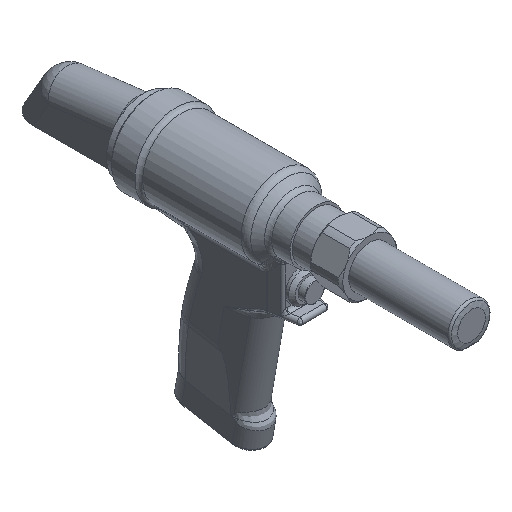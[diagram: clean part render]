
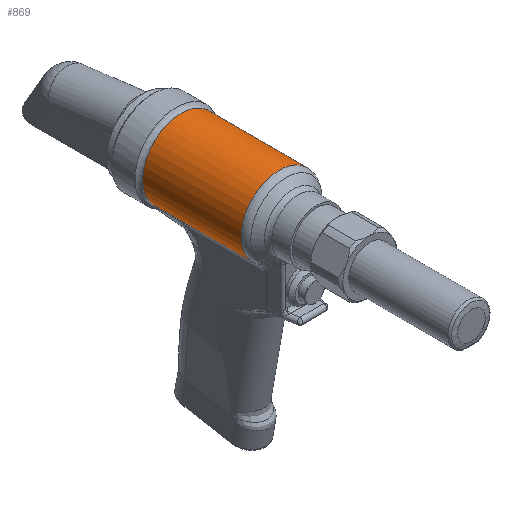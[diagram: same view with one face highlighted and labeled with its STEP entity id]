
A CAD part, isometric view. The second image highlights one B-rep face of the part: STEP entity #869.
In plain terms, the highlighted cylindrical face has radius 25.089 mm (diameter 50.178 mm), a partial arc.
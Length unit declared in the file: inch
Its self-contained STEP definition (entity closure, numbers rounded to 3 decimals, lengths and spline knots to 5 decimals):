
#302=CYLINDRICAL_SURFACE('',#3384,0.98775);
#376=B_SPLINE_CURVE_WITH_KNOTS('',3,(#4444,#4445,#4446,#4447,#4448,#4449,
#4450,#4451,#4452,#4453),.UNSPECIFIED.,.F.,.F.,(4,1,1,2,2,4),(0.,0.25,
0.375,0.4375,0.5,1.),.UNSPECIFIED.);
#377=B_SPLINE_CURVE_WITH_KNOTS('',3,(#4455,#4456,#4457,#4458),.UNSPECIFIED.,
 .F.,.F.,(4,4),(0.,1.),.UNSPECIFIED.);
#378=B_SPLINE_CURVE_WITH_KNOTS('',3,(#4466,#4467,#4468,#4469),.UNSPECIFIED.,
 .F.,.F.,(4,4),(0.,1.),.UNSPECIFIED.);
#379=B_SPLINE_CURVE_WITH_KNOTS('',3,(#4471,#4472,#4473,#4474,#4475,#4476,
#4477,#4478,#4479,#4480,#4481),.UNSPECIFIED.,.F.,.F.,(4,2,1,2,2,4),(0.,0.25,
0.375,0.4375,0.5,1.),.UNSPECIFIED.);
#592=LINE('',#4460,#693);
#593=LINE('',#4464,#694);
#693=VECTOR('',#3720,1.);
#694=VECTOR('',#3723,1.);
#869=ADVANCED_FACE('',(#1121),#302,.T.);
#1121=FACE_OUTER_BOUND('',#1300,.T.);
#1300=EDGE_LOOP('',(#1566,#1567,#1568,#1569,#1570,#1571,#1572,#1573));
#1566=ORIENTED_EDGE('',*,*,#2774,.T.);
#1567=ORIENTED_EDGE('',*,*,#2775,.T.);
#1568=ORIENTED_EDGE('',*,*,#2776,.T.);
#1569=ORIENTED_EDGE('',*,*,#2777,.T.);
#1570=ORIENTED_EDGE('',*,*,#2778,.T.);
#1571=ORIENTED_EDGE('',*,*,#2779,.T.);
#1572=ORIENTED_EDGE('',*,*,#2780,.T.);
#1573=ORIENTED_EDGE('',*,*,#2781,.T.);
#2482=VERTEX_POINT('',#4442);
#2483=VERTEX_POINT('',#4443);
#2484=VERTEX_POINT('',#4454);
#2485=VERTEX_POINT('',#4459);
#2486=VERTEX_POINT('',#4461);
#2487=VERTEX_POINT('',#4463);
#2488=VERTEX_POINT('',#4465);
#2489=VERTEX_POINT('',#4470);
#2774=EDGE_CURVE('',#2482,#2483,#3221,.T.);
#2775=EDGE_CURVE('',#2483,#2484,#376,.T.);
#2776=EDGE_CURVE('',#2484,#2485,#377,.T.);
#2777=EDGE_CURVE('',#2485,#2486,#592,.T.);
#2778=EDGE_CURVE('',#2486,#2487,#3222,.T.);
#2779=EDGE_CURVE('',#2487,#2488,#593,.T.);
#2780=EDGE_CURVE('',#2488,#2489,#378,.T.);
#2781=EDGE_CURVE('',#2489,#2482,#379,.T.);
#3221=CIRCLE('',#3382,0.98775);
#3222=CIRCLE('',#3383,0.98775);
#3382=AXIS2_PLACEMENT_3D('',#4441,#3718,#3719);
#3383=AXIS2_PLACEMENT_3D('',#4462,#3721,#3722);
#3384=AXIS2_PLACEMENT_3D('',#4482,#3724,#3725);
#3718=DIRECTION('',(0.,-1.,0.));
#3719=DIRECTION('',(0.,0.,1.));
#3720=DIRECTION('',(0.,-1.,0.));
#3721=DIRECTION('',(0.,1.,0.));
#3722=DIRECTION('',(0.,0.,1.));
#3723=DIRECTION('',(0.,1.,0.));
#3724=DIRECTION('',(0.,-1.,0.));
#3725=DIRECTION('',(0.,0.,1.));
#4441=CARTESIAN_POINT('',(0.,3.055,0.));
#4442=CARTESIAN_POINT('',(0.5896,3.055,-0.79248));
#4443=CARTESIAN_POINT('',(-0.5896,3.055,-0.79248));
#4444=CARTESIAN_POINT('',(-0.5896,3.055,-0.79248));
#4445=CARTESIAN_POINT('',(-0.58851,3.00789,-0.79329));
#4446=CARTESIAN_POINT('',(-0.58682,2.94095,-0.79454));
#4447=CARTESIAN_POINT('',(-0.58474,2.86939,-0.79607));
#4448=CARTESIAN_POINT('',(-0.58383,2.84013,-0.79674));
#4449=CARTESIAN_POINT('',(-0.58321,2.82093,-0.79719));
#4450=CARTESIAN_POINT('',(-0.58296,2.81304,-0.79738));
#4451=CARTESIAN_POINT('',(-0.57968,2.71543,-0.79977));
#4452=CARTESIAN_POINT('',(-0.57913,2.63132,-0.80016));
#4453=CARTESIAN_POINT('',(-0.58094,2.54986,-0.79885));
#4454=CARTESIAN_POINT('',(-0.58094,2.54986,-0.79885));
#4455=CARTESIAN_POINT('',(-0.58094,2.54986,-0.79885));
#4456=CARTESIAN_POINT('',(-0.58145,2.52721,-0.79847));
#4457=CARTESIAN_POINT('',(-0.58728,2.50418,-0.79432));
#4458=CARTESIAN_POINT('',(-0.59817,2.48078,-0.78603));
#4459=CARTESIAN_POINT('',(-0.59796,2.48063,-0.78619));
#4460=CARTESIAN_POINT('',(-0.59852,-2.64333,-0.78577));
#4461=CARTESIAN_POINT('',(-0.59852,0.53255,-0.78577));
#4462=CARTESIAN_POINT('',(0.,0.53255,0.));
#4463=CARTESIAN_POINT('',(0.59852,0.53255,-0.78577));
#4464=CARTESIAN_POINT('',(0.59852,-2.64333,-0.78577));
#4465=CARTESIAN_POINT('',(0.59796,2.48063,-0.78619));
#4466=CARTESIAN_POINT('',(0.59817,2.48079,-0.78603));
#4467=CARTESIAN_POINT('',(0.58728,2.50418,-0.79432));
#4468=CARTESIAN_POINT('',(0.58145,2.52721,-0.79847));
#4469=CARTESIAN_POINT('',(0.58094,2.54986,-0.79885));
#4470=CARTESIAN_POINT('',(0.58094,2.54986,-0.79885));
#4471=CARTESIAN_POINT('',(0.58094,2.54986,-0.79885));
#4472=CARTESIAN_POINT('',(0.58019,2.58369,-0.79939));
#4473=CARTESIAN_POINT('',(0.57995,2.62162,-0.79957));
#4474=CARTESIAN_POINT('',(0.58036,2.68471,-0.79927));
#4475=CARTESIAN_POINT('',(0.58076,2.71779,-0.79898));
#4476=CARTESIAN_POINT('',(0.58145,2.75319,-0.79848));
#4477=CARTESIAN_POINT('',(0.58197,2.77731,-0.7981));
#4478=CARTESIAN_POINT('',(0.58231,2.79116,-0.79785));
#4479=CARTESIAN_POINT('',(0.58487,2.89044,-0.79598));
#4480=CARTESIAN_POINT('',(0.58721,2.97471,-0.79426));
#4481=CARTESIAN_POINT('',(0.5896,3.055,-0.79248));
#4482=CARTESIAN_POINT('',(0.,-2.64333,0.));
